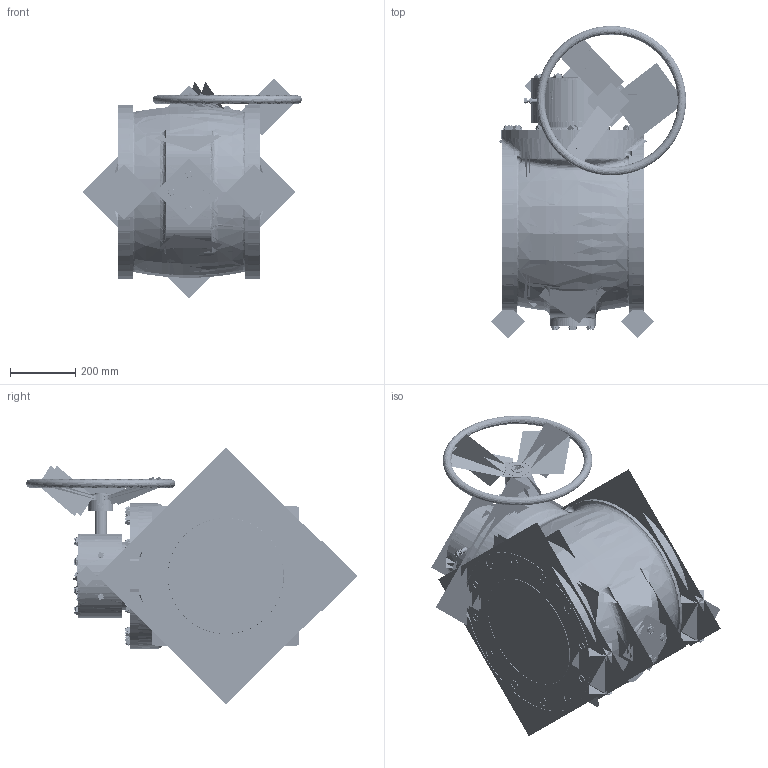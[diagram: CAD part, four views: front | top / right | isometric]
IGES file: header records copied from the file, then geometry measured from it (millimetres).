
Start section:  PTC IGES file: plug_flxfl-14in-handwheel_asm.igs
Global section: file name: plug_flxfl-14in-handwheel_asm.igs; native system: Creo Parametric by Parametric Technology Corporation; preprocessor: 2013050; author: HAPPY; organization: Unknown; date: 20170128.152658; units: inch
Bounding box: 673.13 x 1015.37 x 784.74 mm (x, y, z)
Volume: 44409106 mm3; surface area: 21694577.7 mm2
Topology: 84 solids, 83 shells, 4040 faces, 19811 edges, 24933 vertices
Faces by surface type: revolution 2402, bspline 1532, extrusion 106
